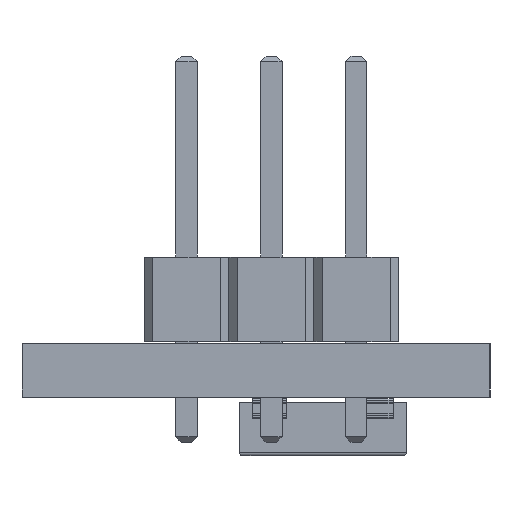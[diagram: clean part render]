
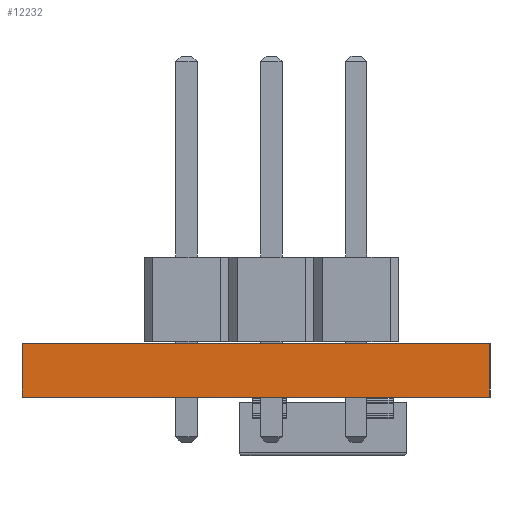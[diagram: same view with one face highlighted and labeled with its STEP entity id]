
A CAD part, left-side view. The second image highlights one B-rep face of the part: STEP entity #12232.
In plain terms, the highlighted planar face has unit normal (-1, 0, 0).
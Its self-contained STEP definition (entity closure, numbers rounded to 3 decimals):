
#10594 = PLANE('',#10595);
#10595 = AXIS2_PLACEMENT_3D('',#10596,#10597,#10598);
#10596 = CARTESIAN_POINT('',(79.5,-76.427,1.6));
#10597 = DIRECTION('',(-0.,-0.,-1.));
#10598 = DIRECTION('',(-1.,0.,0.));
#10648 = PLANE('',#10649);
#10649 = AXIS2_PLACEMENT_3D('',#10650,#10651,#10652);
#10650 = CARTESIAN_POINT('',(79.5,-76.427,0.));
#10651 = DIRECTION('',(-0.,-0.,-1.));
#10652 = DIRECTION('',(-1.,0.,0.));
#10681 = PLANE('',#10682);
#10682 = AXIS2_PLACEMENT_3D('',#10683,#10684,#10685);
#10683 = CARTESIAN_POINT('',(37.,-70.,0.));
#10684 = DIRECTION('',(0.,1.,0.));
#10685 = DIRECTION('',(1.,0.,0.));
#10981 = VERTEX_POINT('',#10982);
#10982 = CARTESIAN_POINT('',(37.,-84.,0.));
#10996 = PLANE('',#10997);
#10997 = AXIS2_PLACEMENT_3D('',#10998,#10999,#11000);
#10998 = CARTESIAN_POINT('',(57.,-84.,0.));
#10999 = DIRECTION('',(0.,-1.,0.));
#11000 = DIRECTION('',(-1.,0.,0.));
#11008 = EDGE_CURVE('',#10981,#11009,#11011,.T.);
#11009 = VERTEX_POINT('',#11010);
#11010 = CARTESIAN_POINT('',(37.,-70.,0.));
#11011 = SURFACE_CURVE('',#11012,(#11016,#11023),.PCURVE_S1.);
#11012 = LINE('',#11013,#11014);
#11013 = CARTESIAN_POINT('',(37.,-84.,0.));
#11014 = VECTOR('',#11015,1.);
#11015 = DIRECTION('',(0.,1.,0.));
#11016 = PCURVE('',#10648,#11017);
#11017 = DEFINITIONAL_REPRESENTATION('',(#11018),#11022);
#11018 = LINE('',#11019,#11020);
#11019 = CARTESIAN_POINT('',(42.5,-7.573));
#11020 = VECTOR('',#11021,1.);
#11021 = DIRECTION('',(0.,1.));
#11022 = ( GEOMETRIC_REPRESENTATION_CONTEXT(2) 
PARAMETRIC_REPRESENTATION_CONTEXT() REPRESENTATION_CONTEXT('2D SPACE',''
  ) );
#11023 = PCURVE('',#11024,#11029);
#11024 = PLANE('',#11025);
#11025 = AXIS2_PLACEMENT_3D('',#11026,#11027,#11028);
#11026 = CARTESIAN_POINT('',(37.,-84.,0.));
#11027 = DIRECTION('',(-1.,0.,0.));
#11028 = DIRECTION('',(0.,1.,0.));
#11029 = DEFINITIONAL_REPRESENTATION('',(#11030),#11034);
#11030 = LINE('',#11031,#11032);
#11031 = CARTESIAN_POINT('',(0.,0.));
#11032 = VECTOR('',#11033,1.);
#11033 = DIRECTION('',(1.,0.));
#11034 = ( GEOMETRIC_REPRESENTATION_CONTEXT(2) 
PARAMETRIC_REPRESENTATION_CONTEXT() REPRESENTATION_CONTEXT('2D SPACE',''
  ) );
#11692 = VERTEX_POINT('',#11693);
#11693 = CARTESIAN_POINT('',(37.,-84.,1.6));
#11714 = EDGE_CURVE('',#11692,#11715,#11717,.T.);
#11715 = VERTEX_POINT('',#11716);
#11716 = CARTESIAN_POINT('',(37.,-70.,1.6));
#11717 = SURFACE_CURVE('',#11718,(#11722,#11729),.PCURVE_S1.);
#11718 = LINE('',#11719,#11720);
#11719 = CARTESIAN_POINT('',(37.,-84.,1.6));
#11720 = VECTOR('',#11721,1.);
#11721 = DIRECTION('',(0.,1.,0.));
#11722 = PCURVE('',#10594,#11723);
#11723 = DEFINITIONAL_REPRESENTATION('',(#11724),#11728);
#11724 = LINE('',#11725,#11726);
#11725 = CARTESIAN_POINT('',(42.5,-7.573));
#11726 = VECTOR('',#11727,1.);
#11727 = DIRECTION('',(0.,1.));
#11728 = ( GEOMETRIC_REPRESENTATION_CONTEXT(2) 
PARAMETRIC_REPRESENTATION_CONTEXT() REPRESENTATION_CONTEXT('2D SPACE',''
  ) );
#11729 = PCURVE('',#11024,#11730);
#11730 = DEFINITIONAL_REPRESENTATION('',(#11731),#11735);
#11731 = LINE('',#11732,#11733);
#11732 = CARTESIAN_POINT('',(0.,-1.6));
#11733 = VECTOR('',#11734,1.);
#11734 = DIRECTION('',(1.,0.));
#11735 = ( GEOMETRIC_REPRESENTATION_CONTEXT(2) 
PARAMETRIC_REPRESENTATION_CONTEXT() REPRESENTATION_CONTEXT('2D SPACE',''
  ) );
#12182 = EDGE_CURVE('',#11009,#11715,#12183,.T.);
#12183 = SURFACE_CURVE('',#12184,(#12188,#12195),.PCURVE_S1.);
#12184 = LINE('',#12185,#12186);
#12185 = CARTESIAN_POINT('',(37.,-70.,0.));
#12186 = VECTOR('',#12187,1.);
#12187 = DIRECTION('',(0.,0.,1.));
#12188 = PCURVE('',#10681,#12189);
#12189 = DEFINITIONAL_REPRESENTATION('',(#12190),#12194);
#12190 = LINE('',#12191,#12192);
#12191 = CARTESIAN_POINT('',(0.,0.));
#12192 = VECTOR('',#12193,1.);
#12193 = DIRECTION('',(0.,-1.));
#12194 = ( GEOMETRIC_REPRESENTATION_CONTEXT(2) 
PARAMETRIC_REPRESENTATION_CONTEXT() REPRESENTATION_CONTEXT('2D SPACE',''
  ) );
#12195 = PCURVE('',#11024,#12196);
#12196 = DEFINITIONAL_REPRESENTATION('',(#12197),#12201);
#12197 = LINE('',#12198,#12199);
#12198 = CARTESIAN_POINT('',(14.,0.));
#12199 = VECTOR('',#12200,1.);
#12200 = DIRECTION('',(0.,-1.));
#12201 = ( GEOMETRIC_REPRESENTATION_CONTEXT(2) 
PARAMETRIC_REPRESENTATION_CONTEXT() REPRESENTATION_CONTEXT('2D SPACE',''
  ) );
#12232 = ADVANCED_FACE('',(#12233),#11024,.T.);
#12233 = FACE_BOUND('',#12234,.T.);
#12234 = EDGE_LOOP('',(#12235,#12256,#12257,#12258));
#12235 = ORIENTED_EDGE('',*,*,#12236,.T.);
#12236 = EDGE_CURVE('',#10981,#11692,#12237,.T.);
#12237 = SURFACE_CURVE('',#12238,(#12242,#12249),.PCURVE_S1.);
#12238 = LINE('',#12239,#12240);
#12239 = CARTESIAN_POINT('',(37.,-84.,0.));
#12240 = VECTOR('',#12241,1.);
#12241 = DIRECTION('',(0.,0.,1.));
#12242 = PCURVE('',#11024,#12243);
#12243 = DEFINITIONAL_REPRESENTATION('',(#12244),#12248);
#12244 = LINE('',#12245,#12246);
#12245 = CARTESIAN_POINT('',(0.,0.));
#12246 = VECTOR('',#12247,1.);
#12247 = DIRECTION('',(0.,-1.));
#12248 = ( GEOMETRIC_REPRESENTATION_CONTEXT(2) 
PARAMETRIC_REPRESENTATION_CONTEXT() REPRESENTATION_CONTEXT('2D SPACE',''
  ) );
#12249 = PCURVE('',#10996,#12250);
#12250 = DEFINITIONAL_REPRESENTATION('',(#12251),#12255);
#12251 = LINE('',#12252,#12253);
#12252 = CARTESIAN_POINT('',(20.,0.));
#12253 = VECTOR('',#12254,1.);
#12254 = DIRECTION('',(0.,-1.));
#12255 = ( GEOMETRIC_REPRESENTATION_CONTEXT(2) 
PARAMETRIC_REPRESENTATION_CONTEXT() REPRESENTATION_CONTEXT('2D SPACE',''
  ) );
#12256 = ORIENTED_EDGE('',*,*,#11714,.T.);
#12257 = ORIENTED_EDGE('',*,*,#12182,.F.);
#12258 = ORIENTED_EDGE('',*,*,#11008,.F.);
